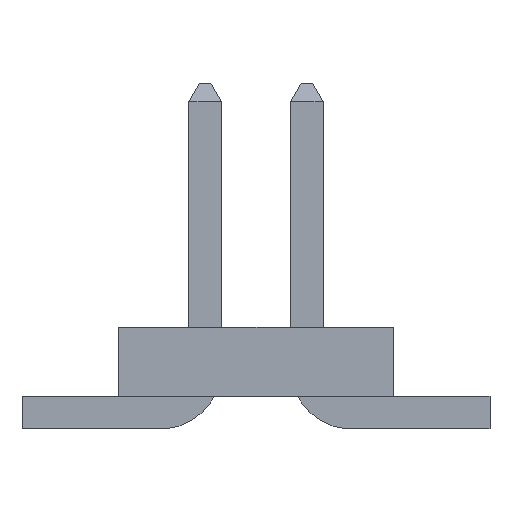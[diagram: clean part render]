
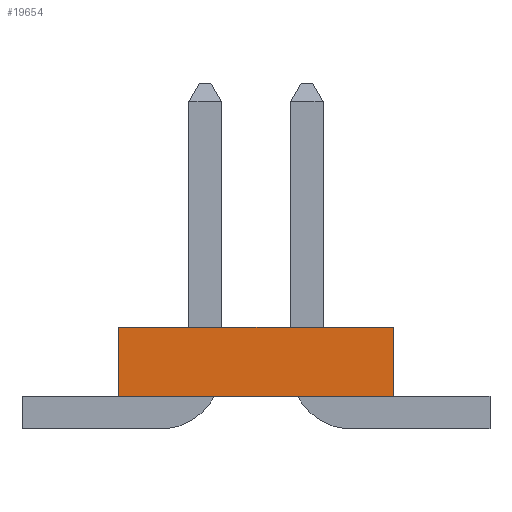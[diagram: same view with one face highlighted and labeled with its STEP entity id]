
A CAD part, left-side view. The second image highlights one B-rep face of the part: STEP entity #19654.
In plain terms, the highlighted planar face has unit normal (-1, 0, 0).
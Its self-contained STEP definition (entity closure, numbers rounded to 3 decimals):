
#19615=CARTESIAN_POINT('',(-15.875,1.715,1.27));
#19616=DIRECTION('',(-1.0,0.0,0.0));
#19617=DIRECTION('',(0.0,0.0,1.0));
#19618=AXIS2_PLACEMENT_3D('',#19615,#19616,#19617);
#19619=PLANE('',#19618);
#19620=CARTESIAN_POINT('',(-15.875,1.715,0.406));
#19621=VERTEX_POINT('',#19620);
#19622=CARTESIAN_POINT('',(-15.875,-1.714,0.406));
#19623=VERTEX_POINT('',#19622);
#19624=CARTESIAN_POINT('',(-15.875,1.715,0.406));
#19625=DIRECTION('',(0.0,-1.0,0.0));
#19626=VECTOR('',#19625,3.429);
#19627=LINE('',#19624,#19626);
#19628=EDGE_CURVE('',#19621,#19623,#19627,.T.);
#19629=ORIENTED_EDGE('',*,*,#19628,.T.);
#19630=CARTESIAN_POINT('',(-15.875,-1.714,1.27));
#19631=VERTEX_POINT('',#19630);
#19632=CARTESIAN_POINT('',(-15.875,-1.714,1.27));
#19633=DIRECTION('',(0.0,0.0,-1.0));
#19634=VECTOR('',#19633,0.864);
#19635=LINE('',#19632,#19634);
#19636=EDGE_CURVE('',#19631,#19623,#19635,.T.);
#19637=ORIENTED_EDGE('',*,*,#19636,.F.);
#19638=CARTESIAN_POINT('',(-15.875,1.715,1.27));
#19639=VERTEX_POINT('',#19638);
#19640=CARTESIAN_POINT('',(-15.875,-1.714,1.27));
#19641=DIRECTION('',(0.0,1.0,0.0));
#19642=VECTOR('',#19641,3.429);
#19643=LINE('',#19640,#19642);
#19644=EDGE_CURVE('',#19631,#19639,#19643,.T.);
#19645=ORIENTED_EDGE('',*,*,#19644,.T.);
#19646=CARTESIAN_POINT('',(-15.875,1.715,1.27));
#19647=DIRECTION('',(0.0,0.0,-1.0));
#19648=VECTOR('',#19647,0.864);
#19649=LINE('',#19646,#19648);
#19650=EDGE_CURVE('',#19639,#19621,#19649,.T.);
#19651=ORIENTED_EDGE('',*,*,#19650,.T.);
#19652=EDGE_LOOP('',(#19629,#19637,#19645,#19651));
#19653=FACE_OUTER_BOUND('',#19652,.T.);
#19654=ADVANCED_FACE('',(#19653),#19619,.T.);
